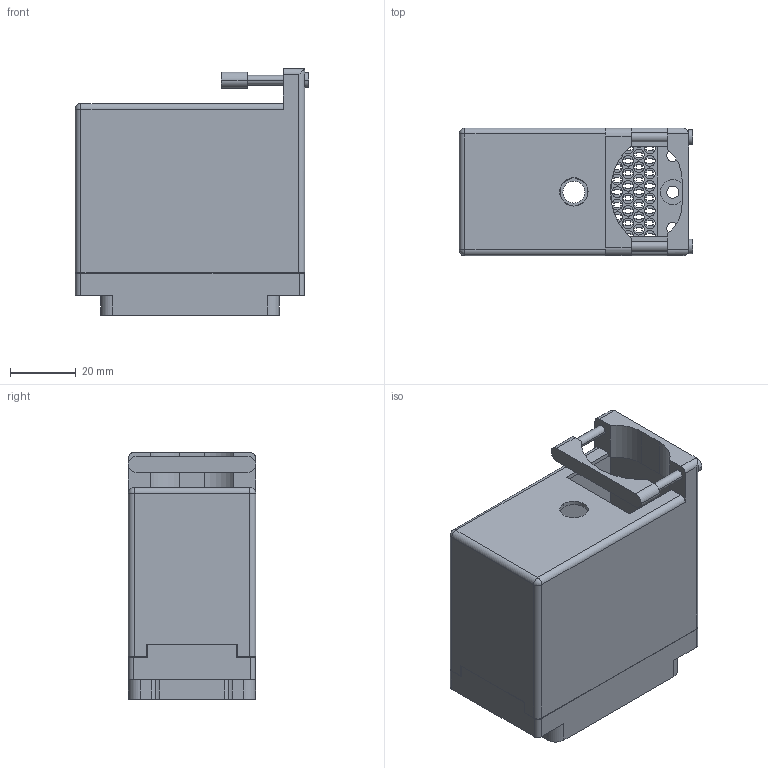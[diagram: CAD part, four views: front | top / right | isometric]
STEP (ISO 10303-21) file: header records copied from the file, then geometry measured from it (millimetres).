
FILE_DESCRIPTION (( 'STEP AP203' ), '1' );
FILE_NAME ('516-120-000-360.STEP', '2020-03-11T01:45:34', ( '' ), ( '' ), 'SwSTEP 2.0', 'SolidWorks 2016', '' );
FILE_SCHEMA (( 'CONFIG_CONTROL_DESIGN' ));
Length unit declared in the file: inch
Products named in the file (3): 516-230-001_Metal - 120 Top Entry; 516 Plug Insulator_120; 516-120-000-360
Assembly tree (2 placements, depth 2):
  516-120-000-360
    516 Plug Insulator_120
    516-230-001_Metal - 120 Top Entry
Bounding box: 71.25 x 38.86 x 75.26 mm (x, y, z)
Volume: 37676.1 mm3; surface area: 54400 mm2
Topology: 2 solids, 2 shells, 2443 faces, 7270 edges, 4840 vertices
Faces by surface type: plane 1833, cylinder 606, cone 2, sphere 2
Entity records: 82697 total; most frequent: CARTESIAN_POINT 14594, ORIENTED_EDGE 14536, DIRECTION 13858, EDGE_CURVE 7268, VECTOR 5562, LINE 5562, VERTEX_POINT 4840, AXIS2_PLACEMENT_3D 4148
